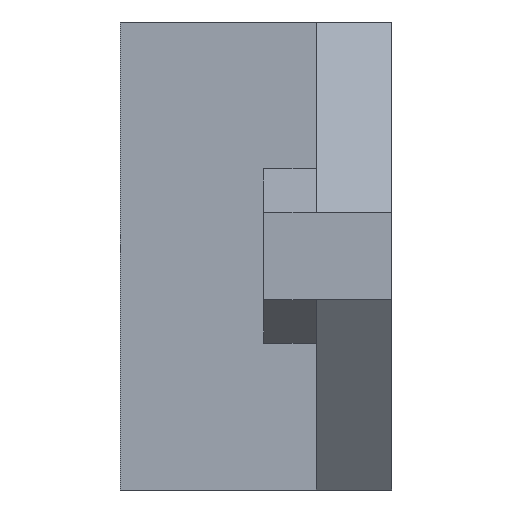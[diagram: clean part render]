
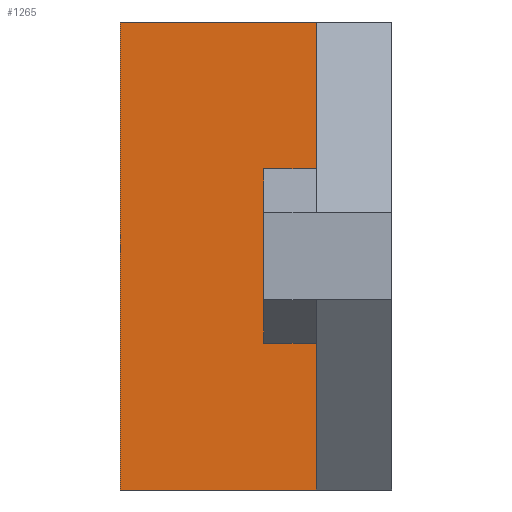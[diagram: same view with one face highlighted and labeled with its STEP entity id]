
A CAD part, left-side view. The second image highlights one B-rep face of the part: STEP entity #1265.
In plain terms, the highlighted planar face has unit normal (-1, 0, 0).
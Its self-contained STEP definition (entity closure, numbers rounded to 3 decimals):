
#83=ORIENTED_EDGE('',*,*,#438,.F.);
#84=ORIENTED_EDGE('',*,*,#403,.F.);
#85=ORIENTED_EDGE('',*,*,#439,.T.);
#86=ORIENTED_EDGE('',*,*,#440,.T.);
#403=EDGE_CURVE('',#581,#582,#700,.T.);
#438=EDGE_CURVE('',#582,#613,#731,.T.);
#439=EDGE_CURVE('',#581,#614,#732,.T.);
#440=EDGE_CURVE('',#614,#613,#733,.T.);
#581=VERTEX_POINT('',#1777);
#582=VERTEX_POINT('',#1779);
#613=VERTEX_POINT('',#1850);
#614=VERTEX_POINT('',#1852);
#700=LINE('',#1778,#870);
#731=LINE('',#1849,#901);
#732=LINE('',#1851,#902);
#733=LINE('',#1853,#903);
#870=VECTOR('',#1440,1000.);
#901=VECTOR('',#1489,1000.);
#902=VECTOR('',#1490,1000.);
#903=VECTOR('',#1491,1000.);
#1038=EDGE_LOOP('',(#83,#84,#85,#86));
#1122=FACE_BOUND('',#1038,.T.);
#1200=PLANE('',#1352);
#1265=ADVANCED_FACE('',(#1122),#1200,.T.);
#1352=AXIS2_PLACEMENT_3D('',#1848,#1487,#1488);
#1440=DIRECTION('',(0.,0.,-1.));
#1487=DIRECTION('',(-1.,0.,0.));
#1488=DIRECTION('',(0.,-1.,0.));
#1489=DIRECTION('',(0.,1.,0.));
#1490=DIRECTION('',(0.,1.,0.));
#1491=DIRECTION('',(0.,0.,-1.));
#1777=CARTESIAN_POINT('',(-20.5,5.,15.5));
#1778=CARTESIAN_POINT('',(-20.5,5.,15.5));
#1779=CARTESIAN_POINT('',(-20.5,5.,-15.5));
#1848=CARTESIAN_POINT('',(-20.5,18.,15.5));
#1849=CARTESIAN_POINT('',(-20.5,18.,-15.5));
#1850=CARTESIAN_POINT('',(-20.5,18.,-15.5));
#1851=CARTESIAN_POINT('',(-20.5,18.,15.5));
#1852=CARTESIAN_POINT('',(-20.5,18.,15.5));
#1853=CARTESIAN_POINT('',(-20.5,18.,15.5));
